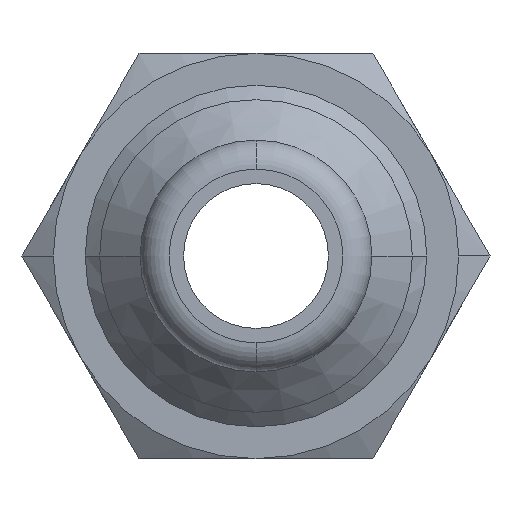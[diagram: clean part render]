
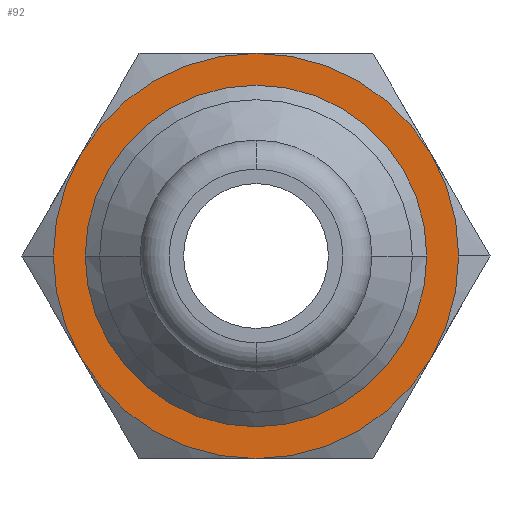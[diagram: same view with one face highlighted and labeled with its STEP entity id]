
A CAD part, front view. The second image highlights one B-rep face of the part: STEP entity #92.
In plain terms, the highlighted planar face has unit normal (0, -1, 0).
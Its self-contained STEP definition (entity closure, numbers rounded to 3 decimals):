
#92=ADVANCED_FACE('',(#215,#216),#217,.T.);
#215=FACE_OUTER_BOUND('',#370,.T.);
#216=FACE_BOUND('',#371,.T.);
#217=PLANE('',#372);
#370=EDGE_LOOP('',(#569,#570,#571,#572,#573,#574,#575,#576));
#371=EDGE_LOOP('',(#577,#578));
#372=AXIS2_PLACEMENT_3D('',#579,#580,#581);
#569=ORIENTED_EDGE('',*,*,#935,.F.);
#570=ORIENTED_EDGE('',*,*,#936,.F.);
#571=ORIENTED_EDGE('',*,*,#892,.F.);
#572=ORIENTED_EDGE('',*,*,#937,.F.);
#573=ORIENTED_EDGE('',*,*,#938,.F.);
#574=ORIENTED_EDGE('',*,*,#889,.F.);
#575=ORIENTED_EDGE('',*,*,#939,.F.);
#576=ORIENTED_EDGE('',*,*,#940,.F.);
#577=ORIENTED_EDGE('',*,*,#941,.F.);
#578=ORIENTED_EDGE('',*,*,#942,.F.);
#579=CARTESIAN_POINT('',(3.5,24.0,0.0));
#580=DIRECTION('',(-0.0,-1.0,-0.0));
#581=DIRECTION('',(-1.0,0.0,0.0));
#889=EDGE_CURVE('',#1041,#1038,#1043,.T.);
#892=EDGE_CURVE('',#1046,#1048,#1049,.T.);
#935=EDGE_CURVE('',#1120,#1121,#1122,.T.);
#936=EDGE_CURVE('',#1048,#1120,#1123,.T.);
#937=EDGE_CURVE('',#1124,#1046,#1125,.T.);
#938=EDGE_CURVE('',#1038,#1124,#1126,.T.);
#939=EDGE_CURVE('',#1127,#1041,#1128,.T.);
#940=EDGE_CURVE('',#1121,#1127,#1129,.T.);
#941=EDGE_CURVE('',#1130,#1131,#1132,.T.);
#942=EDGE_CURVE('',#1131,#1130,#1133,.T.);
#1038=VERTEX_POINT('',#1248);
#1041=VERTEX_POINT('',#1262);
#1043=CIRCLE('',#1275,7.0);
#1046=VERTEX_POINT('',#1278);
#1048=VERTEX_POINT('',#1291);
#1049=CIRCLE('',#1292,7.0);
#1120=VERTEX_POINT('',#1433);
#1121=VERTEX_POINT('',#1434);
#1122=CIRCLE('',#1435,7.0);
#1123=CIRCLE('',#1436,7.0);
#1124=VERTEX_POINT('',#1437);
#1125=CIRCLE('',#1438,7.0);
#1126=CIRCLE('',#1439,7.0);
#1127=VERTEX_POINT('',#1440);
#1128=CIRCLE('',#1441,7.0);
#1129=CIRCLE('',#1442,7.0);
#1130=VERTEX_POINT('',#1443);
#1131=VERTEX_POINT('',#1444);
#1132=CIRCLE('',#1445,5.9);
#1133=CIRCLE('',#1446,5.9);
#1248=CARTESIAN_POINT('',(-6.062,24.0,-3.5));
#1262=CARTESIAN_POINT('',(0.0,24.0,-7.0));
#1275=AXIS2_PLACEMENT_3D('',#1751,#1752,#1753);
#1278=CARTESIAN_POINT('',(-6.062,24.0,3.5));
#1291=CARTESIAN_POINT('',(0.,24.0,7.0));
#1292=AXIS2_PLACEMENT_3D('',#1754,#1755,#1756);
#1433=CARTESIAN_POINT('',(6.062,24.0,3.5));
#1434=CARTESIAN_POINT('',(7.0,24.0,0.));
#1435=AXIS2_PLACEMENT_3D('',#1811,#1812,#1813);
#1436=AXIS2_PLACEMENT_3D('',#1814,#1815,#1816);
#1437=CARTESIAN_POINT('',(-7.0,24.0,0.));
#1438=AXIS2_PLACEMENT_3D('',#1817,#1818,#1819);
#1439=AXIS2_PLACEMENT_3D('',#1820,#1821,#1822);
#1440=CARTESIAN_POINT('',(6.062,24.0,-3.5));
#1441=AXIS2_PLACEMENT_3D('',#1823,#1824,#1825);
#1442=AXIS2_PLACEMENT_3D('',#1826,#1827,#1828);
#1443=CARTESIAN_POINT('',(-5.9,24.0,0.));
#1444=CARTESIAN_POINT('',(5.9,24.0,0.));
#1445=AXIS2_PLACEMENT_3D('',#1829,#1830,#1831);
#1446=AXIS2_PLACEMENT_3D('',#1832,#1833,#1834);
#1751=CARTESIAN_POINT('',(0.0,24.0,0.0));
#1752=DIRECTION('',(-0.0,1.0,0.0));
#1753=DIRECTION('',(1.0,0.0,0.0));
#1754=CARTESIAN_POINT('',(0.0,24.0,0.0));
#1755=DIRECTION('',(-0.0,1.0,0.0));
#1756=DIRECTION('',(1.0,0.0,0.0));
#1811=CARTESIAN_POINT('',(0.0,24.0,0.0));
#1812=DIRECTION('',(-0.0,1.0,0.0));
#1813=DIRECTION('',(1.0,0.0,0.0));
#1814=CARTESIAN_POINT('',(0.0,24.0,0.0));
#1815=DIRECTION('',(-0.0,1.0,0.0));
#1816=DIRECTION('',(1.0,0.0,0.0));
#1817=CARTESIAN_POINT('',(0.0,24.0,0.0));
#1818=DIRECTION('',(-0.0,1.0,0.0));
#1819=DIRECTION('',(1.0,0.0,0.0));
#1820=CARTESIAN_POINT('',(0.0,24.0,0.0));
#1821=DIRECTION('',(-0.0,1.0,0.0));
#1822=DIRECTION('',(1.0,0.0,0.0));
#1823=CARTESIAN_POINT('',(0.0,24.0,0.0));
#1824=DIRECTION('',(-0.0,1.0,0.0));
#1825=DIRECTION('',(1.0,0.0,0.0));
#1826=CARTESIAN_POINT('',(0.0,24.0,0.0));
#1827=DIRECTION('',(-0.0,1.0,0.0));
#1828=DIRECTION('',(1.0,0.0,0.0));
#1829=CARTESIAN_POINT('',(0.0,24.0,0.0));
#1830=DIRECTION('',(0.0,-1.0,0.0));
#1831=DIRECTION('',(1.0,0.0,0.0));
#1832=CARTESIAN_POINT('',(0.0,24.0,0.0));
#1833=DIRECTION('',(0.0,-1.0,0.0));
#1834=DIRECTION('',(1.0,0.0,0.0));
